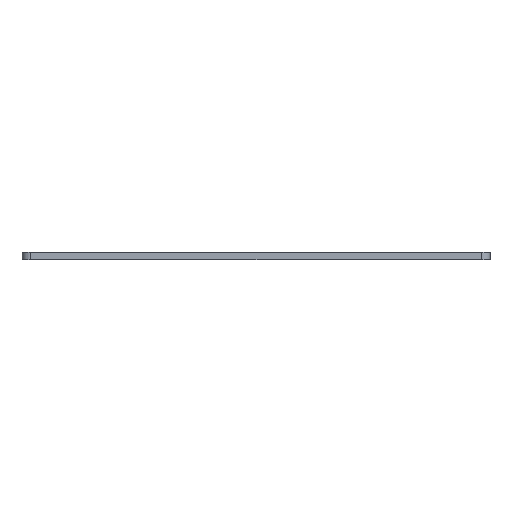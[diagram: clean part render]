
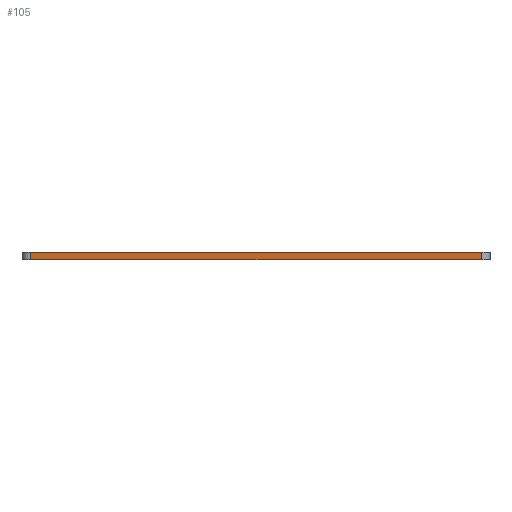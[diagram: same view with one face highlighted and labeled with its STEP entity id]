
A CAD part, left-side view. The second image highlights one B-rep face of the part: STEP entity #105.
In plain terms, the highlighted planar face has unit normal (-1, 0, 0).
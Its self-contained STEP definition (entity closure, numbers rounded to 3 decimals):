
#68=FACE_OUTER_BOUND('',#193,.T.);
#105=ADVANCED_FACE('',(#68),#142,.T.);
#142=PLANE('',#827);
#193=EDGE_LOOP('',(#374,#375,#376,#377));
#242=LINE('',#1147,#286);
#249=LINE('',#1225,#293);
#250=LINE('',#1227,#294);
#251=LINE('',#1229,#295);
#286=VECTOR('',#897,1.);
#293=VECTOR('',#972,1.);
#294=VECTOR('',#975,1.);
#295=VECTOR('',#976,1.);
#374=ORIENTED_EDGE('',*,*,#658,.T.);
#375=ORIENTED_EDGE('',*,*,#659,.F.);
#376=ORIENTED_EDGE('',*,*,#660,.F.);
#377=ORIENTED_EDGE('',*,*,#619,.T.);
#546=VERTEX_POINT('',#1145);
#548=VERTEX_POINT('',#1148);
#584=VERTEX_POINT('',#1224);
#585=VERTEX_POINT('',#1228);
#619=EDGE_CURVE('',#548,#546,#242,.T.);
#658=EDGE_CURVE('',#546,#584,#249,.T.);
#659=EDGE_CURVE('',#585,#584,#250,.T.);
#660=EDGE_CURVE('',#548,#585,#251,.T.);
#827=AXIS2_PLACEMENT_3D('',#1230,#977,#978);
#897=DIRECTION('',(0.,-1.,0.));
#972=DIRECTION('',(0.,0.,1.));
#975=DIRECTION('',(0.,-1.,0.));
#976=DIRECTION('',(0.,0.,1.));
#977=DIRECTION('',(-1.,0.,0.));
#978=DIRECTION('',(0.,1.,0.));
#1145=CARTESIAN_POINT('',(-2.35,-6.25,0.));
#1147=CARTESIAN_POINT('',(-2.35,89.75,0.));
#1148=CARTESIAN_POINT('',(-2.35,89.75,0.));
#1224=CARTESIAN_POINT('',(-2.35,-6.25,1.57));
#1225=CARTESIAN_POINT('',(-2.35,-6.25,0.));
#1227=CARTESIAN_POINT('',(-2.35,89.75,1.57));
#1228=CARTESIAN_POINT('',(-2.35,89.75,1.57));
#1229=CARTESIAN_POINT('',(-2.35,89.75,0.));
#1230=CARTESIAN_POINT('',(-2.35,89.75,0.));
